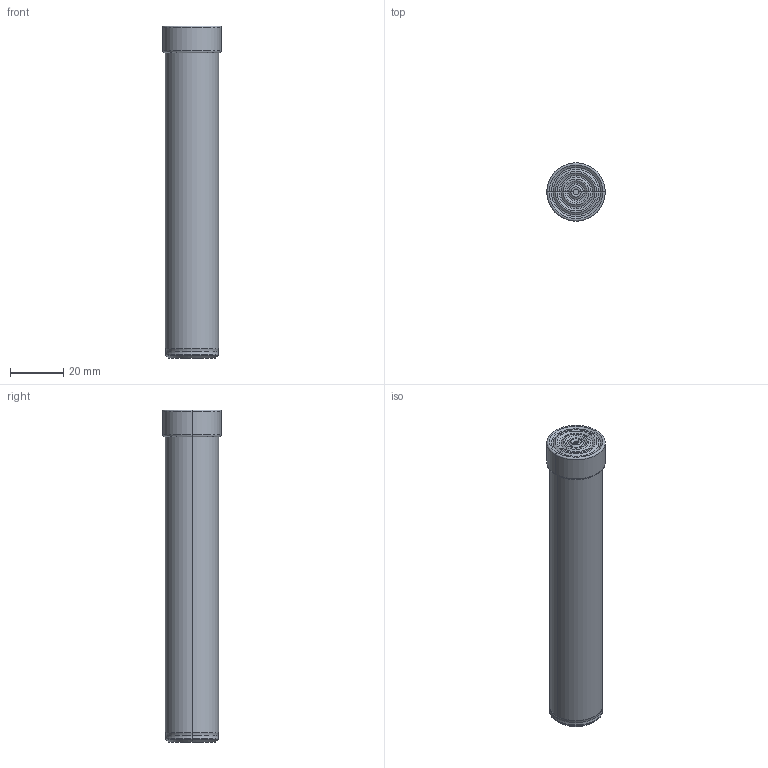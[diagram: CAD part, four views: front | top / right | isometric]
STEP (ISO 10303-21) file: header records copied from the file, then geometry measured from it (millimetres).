
FILE_DESCRIPTION (( 'STEP AP214' ), '1' );
FILE_NAME ('99321-020-2540.STEP', '2017-01-10T12:21:16', ( 'User' ), ( 'GENUINE' ), 'SwSTEP 2.0', 'SolidWorks 2012', '' );
FILE_SCHEMA (( 'AUTOMOTIVE_DESIGN' ));
Length unit declared in the file: millimetre
Products named in the file (1): 99321-020-2540
Bounding box: 22 x 22 x 125 mm (x, y, z)
Volume: 39746.3 mm3; surface area: 8656.3 mm2
Topology: 1 solids, 1 shells, 45 faces, 88 edges, 46 vertices
Faces by surface type: torus 20, cone 14, cylinder 8, plane 3
Entity records: 1541 total; most frequent: DIRECTION 246, CARTESIAN_POINT 180, ORIENTED_EDGE 176, AXIS2_PLACEMENT_3D 112, EDGE_CURVE 88, CIRCLE 66, EDGE_LOOP 46, VERTEX_POINT 46
